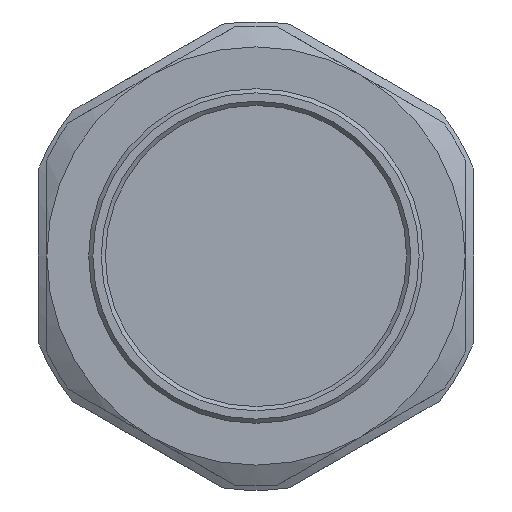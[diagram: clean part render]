
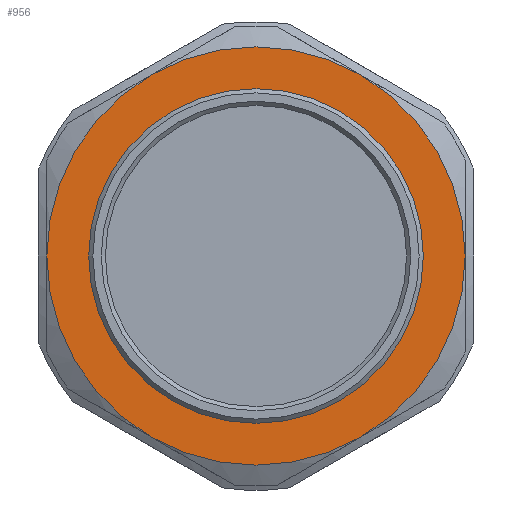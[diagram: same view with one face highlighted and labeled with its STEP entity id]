
A CAD part, front view. The second image highlights one B-rep face of the part: STEP entity #956.
In plain terms, the highlighted planar face has unit normal (0, -1, 0).
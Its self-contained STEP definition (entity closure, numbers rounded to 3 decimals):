
#54=FACE_BOUND('',#346,.T.);
#287=FACE_OUTER_BOUND('',#345,.T.);
#345=EDGE_LOOP('',(#776,#777,#778,#779,#780,#781));
#346=EDGE_LOOP('',(#782));
#392=CIRCLE('',#1036,25.);
#395=CIRCLE('',#1040,25.);
#397=CIRCLE('',#1043,25.);
#399=CIRCLE('',#1046,25.);
#401=CIRCLE('',#1049,25.);
#408=CIRCLE('',#1066,19.5);
#409=CIRCLE('',#1068,25.);
#439=VERTEX_POINT('',#1444);
#445=VERTEX_POINT('',#1465);
#451=VERTEX_POINT('',#1486);
#457=VERTEX_POINT('',#1507);
#463=VERTEX_POINT('',#1528);
#469=VERTEX_POINT('',#1549);
#481=VERTEX_POINT('',#1627);
#571=EDGE_CURVE('',#439,#469,#392,.T.);
#574=EDGE_CURVE('',#469,#463,#395,.T.);
#576=EDGE_CURVE('',#463,#457,#397,.T.);
#578=EDGE_CURVE('',#457,#451,#399,.T.);
#580=EDGE_CURVE('',#451,#445,#401,.T.);
#590=EDGE_CURVE('',#481,#481,#408,.T.);
#592=EDGE_CURVE('',#445,#439,#409,.T.);
#776=ORIENTED_EDGE('',*,*,#576,.F.);
#777=ORIENTED_EDGE('',*,*,#574,.F.);
#778=ORIENTED_EDGE('',*,*,#571,.F.);
#779=ORIENTED_EDGE('',*,*,#592,.F.);
#780=ORIENTED_EDGE('',*,*,#580,.F.);
#781=ORIENTED_EDGE('',*,*,#578,.F.);
#782=ORIENTED_EDGE('',*,*,#590,.T.);
#913=PLANE('',#1067);
#956=ADVANCED_FACE('',(#287,#54),#913,.T.);
#1036=AXIS2_PLACEMENT_3D('',#1588,#1215,#1216);
#1040=AXIS2_PLACEMENT_3D('',#1592,#1223,#1224);
#1043=AXIS2_PLACEMENT_3D('',#1595,#1229,#1230);
#1046=AXIS2_PLACEMENT_3D('',#1598,#1235,#1236);
#1049=AXIS2_PLACEMENT_3D('',#1601,#1241,#1242);
#1066=AXIS2_PLACEMENT_3D('',#1628,#1278,#1279);
#1067=AXIS2_PLACEMENT_3D('',#1630,#1281,#1282);
#1068=AXIS2_PLACEMENT_3D('',#1631,#1283,#1284);
#1215=DIRECTION('center_axis',(0.,1.,0.));
#1216=DIRECTION('ref_axis',(-1.,0.,0.));
#1223=DIRECTION('center_axis',(0.,1.,0.));
#1224=DIRECTION('ref_axis',(-1.,0.,0.));
#1229=DIRECTION('center_axis',(0.,1.,0.));
#1230=DIRECTION('ref_axis',(-1.,0.,0.));
#1235=DIRECTION('center_axis',(0.,1.,0.));
#1236=DIRECTION('ref_axis',(-1.,0.,0.));
#1241=DIRECTION('center_axis',(0.,1.,0.));
#1242=DIRECTION('ref_axis',(-1.,0.,0.));
#1278=DIRECTION('center_axis',(0.,1.,0.));
#1279=DIRECTION('ref_axis',(-1.,0.,0.));
#1281=DIRECTION('center_axis',(0.,-1.,0.));
#1282=DIRECTION('ref_axis',(0.,0.,-1.));
#1283=DIRECTION('center_axis',(0.,1.,0.));
#1284=DIRECTION('ref_axis',(-1.,0.,0.));
#1444=CARTESIAN_POINT('',(135.326,-111.587,126.822));
#1465=CARTESIAN_POINT('',(147.826,-111.587,148.472));
#1486=CARTESIAN_POINT('',(135.326,-111.587,170.123));
#1507=CARTESIAN_POINT('',(110.326,-111.587,170.123));
#1528=CARTESIAN_POINT('',(97.826,-111.587,148.472));
#1549=CARTESIAN_POINT('',(110.326,-111.587,126.822));
#1588=CARTESIAN_POINT('Origin',(122.826,-111.587,148.472));
#1592=CARTESIAN_POINT('Origin',(122.826,-111.587,148.472));
#1595=CARTESIAN_POINT('Origin',(122.826,-111.587,148.472));
#1598=CARTESIAN_POINT('Origin',(122.826,-111.587,148.472));
#1601=CARTESIAN_POINT('Origin',(122.826,-111.587,148.472));
#1627=CARTESIAN_POINT('',(142.326,-111.587,148.472));
#1628=CARTESIAN_POINT('Origin',(122.826,-111.587,148.472));
#1630=CARTESIAN_POINT('Origin',(99.826,-111.587,148.472));
#1631=CARTESIAN_POINT('Origin',(122.826,-111.587,148.472));
